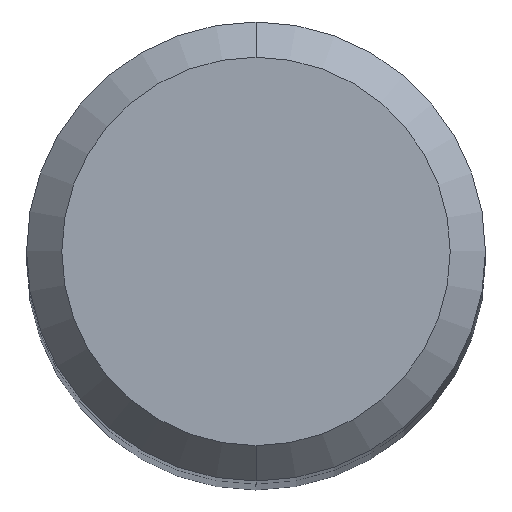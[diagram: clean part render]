
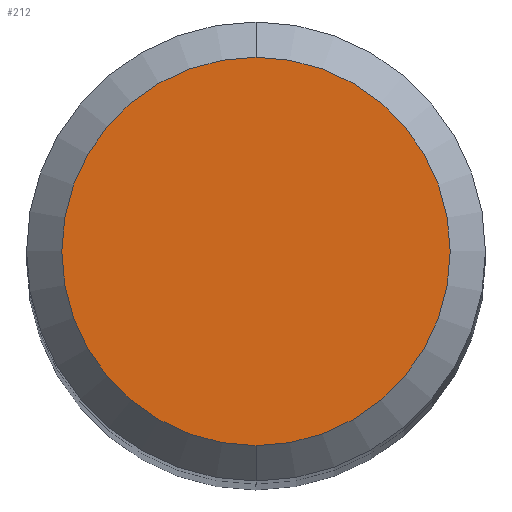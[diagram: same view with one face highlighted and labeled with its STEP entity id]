
A CAD part, top view. The second image highlights one B-rep face of the part: STEP entity #212.
In plain terms, the highlighted planar face has unit normal (0, 0, 1).
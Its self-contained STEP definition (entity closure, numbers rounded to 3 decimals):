
#7 = CARTESIAN_POINT ( 'NONE',  ( 0., 5.5, 151. ) ) ;
#24 = DIRECTION ( 'NONE',  ( 0., 0., -1. ) ) ;
#31 = CARTESIAN_POINT ( 'NONE',  ( 0., 0., 151. ) ) ;
#55 = DIRECTION ( 'NONE',  ( 0., 0., -1. ) ) ;
#59 = CARTESIAN_POINT ( 'NONE',  ( 0., 0., 151. ) ) ;
#67 = VERTEX_POINT ( 'NONE', #7 ) ;
#69 = ORIENTED_EDGE ( 'NONE', *, *, #91, .F. ) ;
#70 = VERTEX_POINT ( 'NONE', #75 ) ;
#72 = AXIS2_PLACEMENT_3D ( 'NONE', #59, #24, #154 ) ;
#75 = CARTESIAN_POINT ( 'NONE',  ( 0., -5.5, 151. ) ) ;
#77 = PLANE ( 'NONE',  #190 ) ;
#91 = EDGE_CURVE ( 'NONE', #67, #70, #210, .T. ) ;
#131 = DIRECTION ( 'NONE',  ( 0., 0., -1. ) ) ;
#144 = AXIS2_PLACEMENT_3D ( 'NONE', #31, #131, #205 ) ;
#152 = DIRECTION ( 'NONE',  ( 0., 1., 0. ) ) ;
#154 = DIRECTION ( 'NONE',  ( 0., 1., 0. ) ) ;
#190 = AXIS2_PLACEMENT_3D ( 'NONE', #285, #55, #152 ) ;
#193 = EDGE_CURVE ( 'NONE', #70, #67, #217, .T. ) ;
#205 = DIRECTION ( 'NONE',  ( 0., 1., 0. ) ) ;
#207 = FACE_OUTER_BOUND ( 'NONE', #301, .T. ) ;
#210 = CIRCLE ( 'NONE', #72, 5.5 ) ;
#212 = ADVANCED_FACE ( 'NONE', ( #207 ), #77, .F. ) ;
#217 = CIRCLE ( 'NONE', #144, 5.5 ) ;
#285 = CARTESIAN_POINT ( 'NONE',  ( 0., 0., 151. ) ) ;
#301 = EDGE_LOOP ( 'NONE', ( #69, #305 ) ) ;
#305 = ORIENTED_EDGE ( 'NONE', *, *, #193, .F. ) ;
